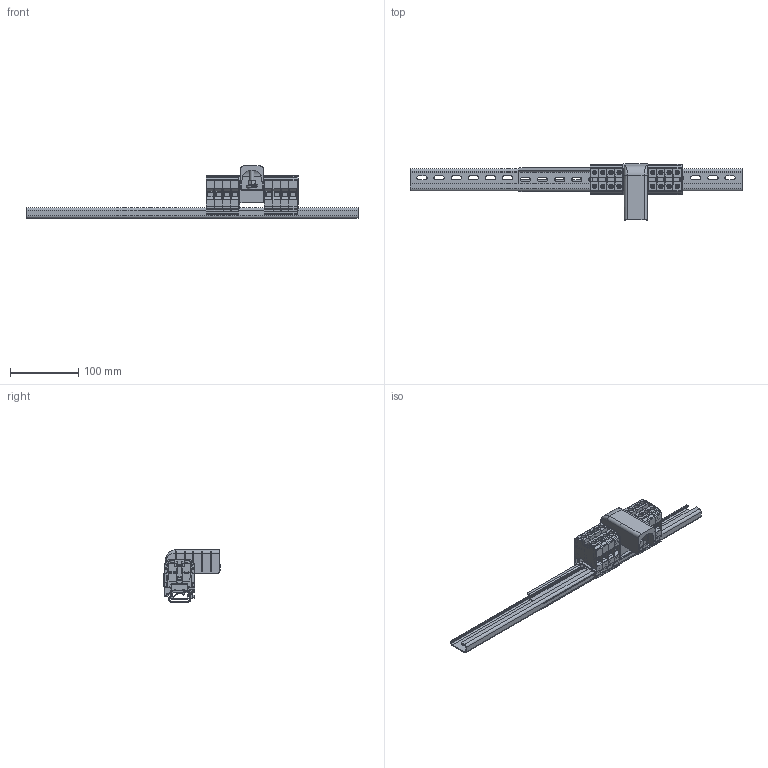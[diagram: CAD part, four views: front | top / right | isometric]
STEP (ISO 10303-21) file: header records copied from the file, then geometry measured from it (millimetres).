
FILE_DESCRIPTION(/* description */ ('Unknown'),/* implementation_level */ '2;1');
FILE_NAME(/* name */ 'DBK150_25-1X8_3D',/* time_stamp */ '2023-01-13T16:41:09+05:00',/* author */ ('Unknown'),/* organization */ ('Unknown'),/* preprocessor_version */ 'ST-DEVELOPER v16.7',/* originating_system */ 'Solid Edge',/* authorisation */ 'Unknown');
FILE_SCHEMA (('AUTOMOTIVE_DESIGN {1 0 10303 214 3 1 1}'));
Products named in the file (19): 3DBK150_25-1X8; 8DBK150-25C-1X8; 6INSBL150; 52BHDPBB185S; 52WFDPBB185; 52LFCST185W; 52NHCST185; 6LTINSBL150; 32MSCHSS; 52SI01_3.5X13_T1; KUT25C_DBK150; 6KUT25HC; 7KUT25CL; 52SWKUT25M; 6KUT25CPC; 6KPT; 32MSCHKS224-R; KUT25_DBK150; 6KUT25H
Assembly tree (31 placements, depth 3):
  3DBK150_25-1X8
    8DBK150-25C-1X8
    6INSBL150
    52BHDPBB185S
    52WFDPBB185
    52LFCST185W
    52NHCST185
    6LTINSBL150
    32MSCHSS
    52SI01_3.5X13_T1  x2
    KUT25C_DBK150  x7
      6KUT25HC
      7KUT25CL
      52SWKUT25M
    6KUT25CPC
    6KPT
    32MSCHKS224-R
    KUT25_DBK150
      6KUT25H
      7KUT25CL  x2
      52SWKUT25M  x2
Bounding box: 485 x 81.88 x 76.23 mm (x, y, z)
Volume: 179179.4 mm3; surface area: 273505.3 mm2
Topology: 69 solids, 69 shells, 6299 faces, 17158 edges, 11298 vertices
Faces by surface type: plane 4931, cylinder 1131, torus 106, bspline 85, cone 42, sphere 4
Full cylindrical faces by diameter (mm): 1.5 x6, 2 x20, 3 x4, 3.15 x4, 3.5 x22, 3.6 x2, 4.459 x32, 4.917 x1, 5 x32, 6 x1, 6.5 x16, 6.6 x2, 7.8 x16, 9 x1, 13 x2
Entity records: 76390 total; most frequent: CARTESIAN_POINT 15865, ORIENTED_EDGE 12632, DIRECTION 11490, EDGE_CURVE 6316, LINE 5264, VECTOR 5264, VERTEX_POINT 4214, AXIS2_PLACEMENT_3D 3113
